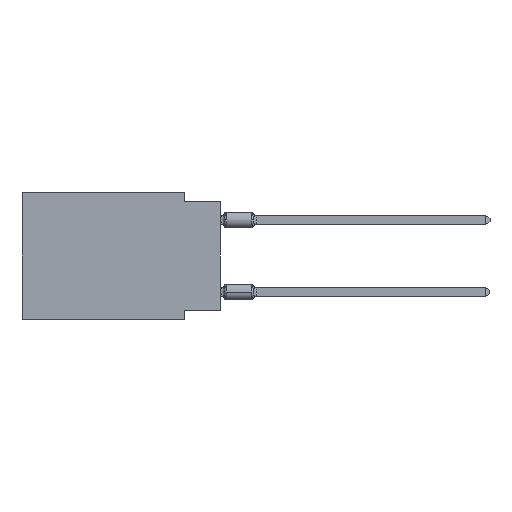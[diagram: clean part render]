
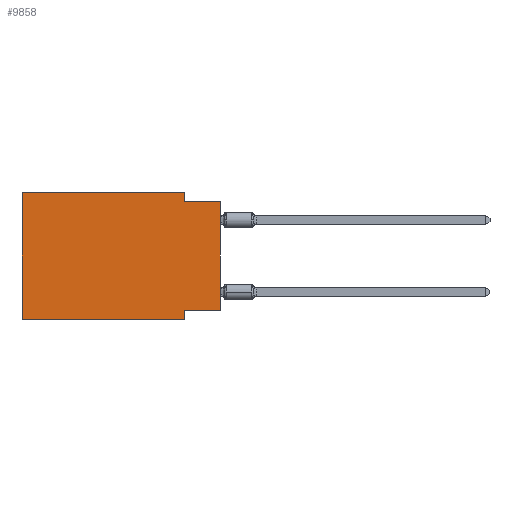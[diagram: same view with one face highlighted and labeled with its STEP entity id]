
A CAD part, left-side view. The second image highlights one B-rep face of the part: STEP entity #9858.
In plain terms, the highlighted planar face has unit normal (-1, 0, 0).
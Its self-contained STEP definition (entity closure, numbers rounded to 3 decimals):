
#83 = CARTESIAN_POINT ( 'NONE',  ( 0., 0., -8.255 ) ) ;
#276 = CARTESIAN_POINT ( 'NONE',  ( 0., 13.97, 0. ) ) ;
#433 = DIRECTION ( 'NONE',  ( 0., 1., 0. ) ) ;
#512 = VECTOR ( 'NONE', #21585, 1000. ) ;
#1863 = VERTEX_POINT ( 'NONE', #4078 ) ;
#2157 = LINE ( 'NONE', #4274, #17522 ) ;
#2373 = ORIENTED_EDGE ( 'NONE', *, *, #19335, .F. ) ;
#2398 = DIRECTION ( 'NONE',  ( 0., -1., 0. ) ) ;
#2611 = ORIENTED_EDGE ( 'NONE', *, *, #22851, .F. ) ;
#3152 = CARTESIAN_POINT ( 'NONE',  ( 0., 13.97, 0. ) ) ;
#3761 = CARTESIAN_POINT ( 'NONE',  ( 0., 2.54, 0. ) ) ;
#4078 = CARTESIAN_POINT ( 'NONE',  ( 0., 2.54, 0. ) ) ;
#4274 = CARTESIAN_POINT ( 'NONE',  ( 0., 13.97, -8.89 ) ) ;
#6002 = CARTESIAN_POINT ( 'NONE',  ( 0., 0., -0.635 ) ) ;
#6232 = VECTOR ( 'NONE', #22101, 1000. ) ;
#6377 = ORIENTED_EDGE ( 'NONE', *, *, #10426, .F. ) ;
#6427 = DIRECTION ( 'NONE',  ( 0., 0., 1. ) ) ;
#6521 = FACE_OUTER_BOUND ( 'NONE', #13180, .T. ) ;
#6737 = DIRECTION ( 'NONE',  ( 0., -1., 0. ) ) ;
#6955 = VECTOR ( 'NONE', #14742, 1000. ) ;
#7002 = CARTESIAN_POINT ( 'NONE',  ( 0., 0., -0.635 ) ) ;
#7427 = VERTEX_POINT ( 'NONE', #19481 ) ;
#7565 = ORIENTED_EDGE ( 'NONE', *, *, #9880, .T. ) ;
#7900 = DIRECTION ( 'NONE',  ( 1., 0., 0. ) ) ;
#8183 = VERTEX_POINT ( 'NONE', #22568 ) ;
#8429 = CARTESIAN_POINT ( 'NONE',  ( 0., 13.97, 0. ) ) ;
#8771 = CARTESIAN_POINT ( 'NONE',  ( 0., 0., -8.255 ) ) ;
#9443 = VERTEX_POINT ( 'NONE', #8429 ) ;
#9655 = CARTESIAN_POINT ( 'NONE',  ( 0., 2.54, -8.89 ) ) ;
#9858 = ADVANCED_FACE ( 'NONE', ( #6521 ), #23318, .F. ) ;
#9880 = EDGE_CURVE ( 'NONE', #8183, #7427, #2157, .T. ) ;
#10418 = LINE ( 'NONE', #16147, #15608 ) ;
#10426 = EDGE_CURVE ( 'NONE', #14975, #19132, #23788, .T. ) ;
#10644 = LINE ( 'NONE', #3152, #6232 ) ;
#10803 = VECTOR ( 'NONE', #6737, 1000. ) ;
#10892 = CARTESIAN_POINT ( 'NONE',  ( 0., 2.54, -0.635 ) ) ;
#11326 = LINE ( 'NONE', #83, #23508 ) ;
#12074 = VERTEX_POINT ( 'NONE', #20036 ) ;
#12327 = ORIENTED_EDGE ( 'NONE', *, *, #15446, .F. ) ;
#12927 = ORIENTED_EDGE ( 'NONE', *, *, #17181, .T. ) ;
#13180 = EDGE_LOOP ( 'NONE', ( #12927, #6377, #19628, #20869, #2373, #7565, #2611, #12327 ) ) ;
#14639 = VECTOR ( 'NONE', #24185, 1000. ) ;
#14742 = DIRECTION ( 'NONE',  ( 0., 0., -1. ) ) ;
#14771 = AXIS2_PLACEMENT_3D ( 'NONE', #276, #7900, #15619 ) ;
#14975 = VERTEX_POINT ( 'NONE', #10892 ) ;
#15446 = EDGE_CURVE ( 'NONE', #15815, #12074, #11326, .T. ) ;
#15608 = VECTOR ( 'NONE', #6427, 1000. ) ;
#15619 = DIRECTION ( 'NONE',  ( 0., 0., -1. ) ) ;
#15815 = VERTEX_POINT ( 'NONE', #8771 ) ;
#16147 = CARTESIAN_POINT ( 'NONE',  ( 0., 0., 0. ) ) ;
#17181 = EDGE_CURVE ( 'NONE', #15815, #19132, #10418, .T. ) ;
#17522 = VECTOR ( 'NONE', #2398, 1000. ) ;
#18805 = EDGE_CURVE ( 'NONE', #9443, #1863, #10644, .T. ) ;
#19132 = VERTEX_POINT ( 'NONE', #6002 ) ;
#19335 = EDGE_CURVE ( 'NONE', #8183, #9443, #24314, .T. ) ;
#19481 = CARTESIAN_POINT ( 'NONE',  ( 0., 2.54, -8.89 ) ) ;
#19628 = ORIENTED_EDGE ( 'NONE', *, *, #24147, .F. ) ;
#20036 = CARTESIAN_POINT ( 'NONE',  ( 0., 2.54, -8.255 ) ) ;
#20710 = LINE ( 'NONE', #3761, #6955 ) ;
#20869 = ORIENTED_EDGE ( 'NONE', *, *, #18805, .F. ) ;
#21095 = LINE ( 'NONE', #9655, #512 ) ;
#21585 = DIRECTION ( 'NONE',  ( 0., 0., -1. ) ) ;
#22101 = DIRECTION ( 'NONE',  ( 0., -1., 0. ) ) ;
#22557 = CARTESIAN_POINT ( 'NONE',  ( 0., 13.97, 0. ) ) ;
#22568 = CARTESIAN_POINT ( 'NONE',  ( 0., 13.97, -8.89 ) ) ;
#22851 = EDGE_CURVE ( 'NONE', #12074, #7427, #21095, .T. ) ;
#23318 = PLANE ( 'NONE',  #14771 ) ;
#23508 = VECTOR ( 'NONE', #433, 1000. ) ;
#23788 = LINE ( 'NONE', #7002, #10803 ) ;
#24147 = EDGE_CURVE ( 'NONE', #1863, #14975, #20710, .T. ) ;
#24185 = DIRECTION ( 'NONE',  ( 0., 0., 1. ) ) ;
#24314 = LINE ( 'NONE', #22557, #14639 ) ;
